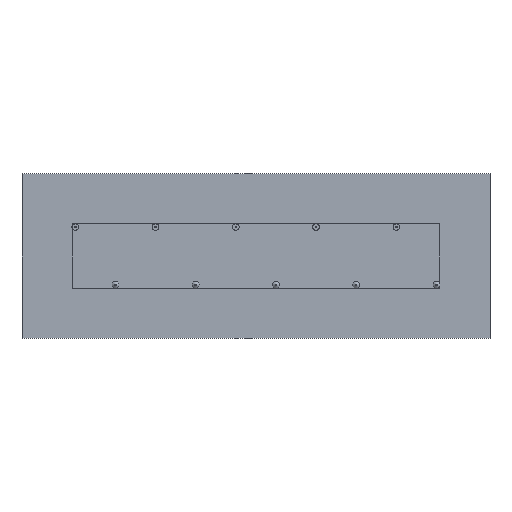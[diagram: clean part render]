
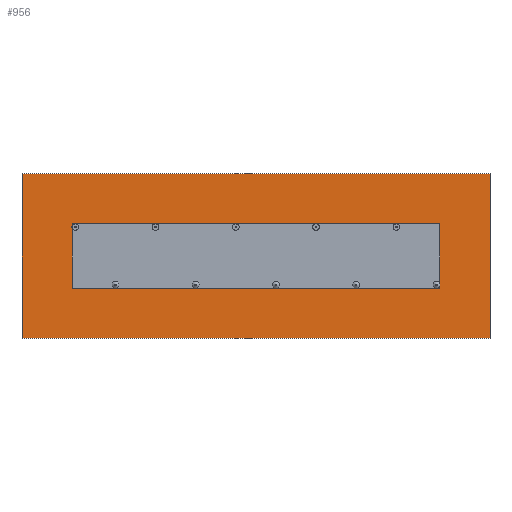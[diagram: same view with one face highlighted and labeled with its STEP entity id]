
A CAD part, top view. The second image highlights one B-rep face of the part: STEP entity #956.
In plain terms, the highlighted face is planar.
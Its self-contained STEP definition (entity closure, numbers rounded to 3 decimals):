
#94=PLANE('',#1158);
#132=LINE('',#1787,#176);
#134=LINE('',#1791,#178);
#137=LINE('',#1796,#181);
#138=LINE('',#1798,#182);
#176=VECTOR('',#1503,10.);
#178=VECTOR('',#1507,10.);
#181=VECTOR('',#1512,10.);
#182=VECTOR('',#1515,10.);
#264=FACE_OUTER_BOUND('',#336,.T.);
#336=EDGE_LOOP('',(#861,#862,#863,#864));
#489=VERTEX_POINT('',#1784);
#490=VERTEX_POINT('',#1786);
#491=VERTEX_POINT('',#1790);
#492=VERTEX_POINT('',#1794);
#610=EDGE_CURVE('',#490,#489,#132,.T.);
#612=EDGE_CURVE('',#491,#490,#134,.T.);
#615=EDGE_CURVE('',#489,#492,#137,.T.);
#616=EDGE_CURVE('',#492,#491,#138,.T.);
#861=ORIENTED_EDGE('',*,*,#610,.T.);
#862=ORIENTED_EDGE('',*,*,#615,.T.);
#863=ORIENTED_EDGE('',*,*,#616,.T.);
#864=ORIENTED_EDGE('',*,*,#612,.T.);
#956=ADVANCED_FACE('',(#264),#94,.F.);
#1158=AXIS2_PLACEMENT_3D('',#1799,#1516,#1517);
#1503=DIRECTION('',(0.,0.,-1.));
#1507=DIRECTION('',(1.,0.,0.));
#1512=DIRECTION('',(-1.,0.,0.));
#1515=DIRECTION('',(0.,0.,1.));
#1516=DIRECTION('center_axis',(0.,-1.,0.));
#1517=DIRECTION('ref_axis',(0.,0.,-1.));
#1784=CARTESIAN_POINT('',(12599.901,0.,7103.282));
#1786=CARTESIAN_POINT('',(12599.901,0.,12024.912));
#1787=CARTESIAN_POINT('',(12599.901,0.,9675.597));
#1790=CARTESIAN_POINT('',(-1392.222,0.,12024.912));
#1791=CARTESIAN_POINT('',(3614.09,0.,12024.912));
#1794=CARTESIAN_POINT('',(-1392.222,0.,7103.282));
#1796=CARTESIAN_POINT('',(3614.09,0.,7103.282));
#1798=CARTESIAN_POINT('',(-1392.222,0.,9675.597));
#1799=CARTESIAN_POINT('Origin',(3614.09,0.,9675.597));
